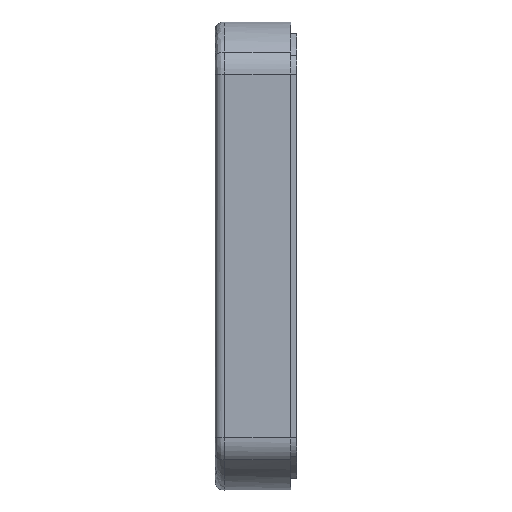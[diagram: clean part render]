
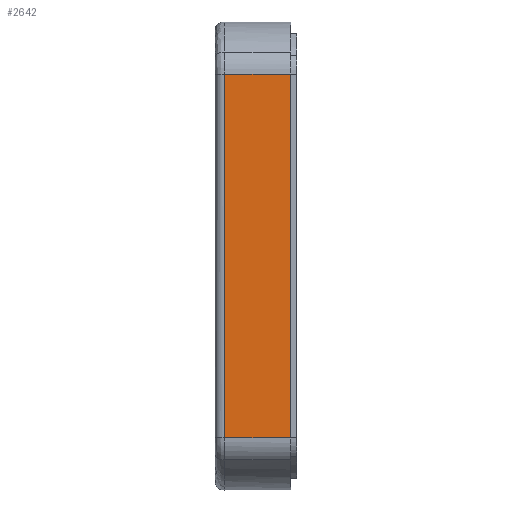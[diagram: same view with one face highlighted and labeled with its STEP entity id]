
A CAD part, left-side view. The second image highlights one B-rep face of the part: STEP entity #2642.
In plain terms, the highlighted planar face has unit normal (-1, 0, 0).
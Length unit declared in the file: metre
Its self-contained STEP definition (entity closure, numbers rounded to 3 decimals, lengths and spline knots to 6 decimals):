
#131=B_SPLINE_CURVE_WITH_KNOTS('',3,(#4301,#4302,#4303,#4304),
 .UNSPECIFIED.,.F.,.F.,(4,4),(0.,1.),.UNSPECIFIED.);
#506=ORIENTED_EDGE('',*,*,#1300,.T.);
#507=ORIENTED_EDGE('',*,*,#1250,.F.);
#508=ORIENTED_EDGE('',*,*,#1298,.F.);
#509=ORIENTED_EDGE('',*,*,#1301,.F.);
#1250=EDGE_CURVE('',#1648,#1649,#1841,.T.);
#1298=EDGE_CURVE('',#1688,#1648,#1858,.T.);
#1300=EDGE_CURVE('',#1689,#1649,#1859,.T.);
#1301=EDGE_CURVE('',#1689,#1688,#131,.T.);
#1648=VERTEX_POINT('',#4188);
#1649=VERTEX_POINT('',#4190);
#1688=VERTEX_POINT('',#4293);
#1689=VERTEX_POINT('',#4300);
#1841=LINE('',#4189,#2069);
#1858=LINE('',#4292,#2086);
#1859=LINE('',#4299,#2087);
#2069=VECTOR('',#3238,1.);
#2086=VECTOR('',#3329,1.);
#2087=VECTOR('',#3332,1.);
#2240=EDGE_LOOP('',(#506,#507,#508,#509));
#2408=FACE_BOUND('',#2240,.T.);
#2559=PLANE('',#2885);
#2642=ADVANCED_FACE('',(#2408),#2559,.F.);
#2885=AXIS2_PLACEMENT_3D('',#4298,#3330,#3331);
#3238=DIRECTION('',(0.,0.,-1.));
#3329=DIRECTION('',(0.,-1.,0.));
#3330=DIRECTION('',(1.,0.,0.));
#3331=DIRECTION('',(0.,0.,-1.));
#3332=DIRECTION('',(0.,-1.,0.));
#4188=CARTESIAN_POINT('',(-0.036458,-0.00275,0.057493));
#4189=CARTESIAN_POINT('',(-0.036458,-0.00275,0.));
#4190=CARTESIAN_POINT('',(-0.036458,-0.00275,-0.057493));
#4292=CARTESIAN_POINT('',(-0.036458,0.02011,0.057493));
#4293=CARTESIAN_POINT('',(-0.036458,0.01811,0.057493));
#4298=CARTESIAN_POINT('',(-0.036458,0.02011,0.));
#4299=CARTESIAN_POINT('',(-0.036458,0.02011,-0.057493));
#4300=CARTESIAN_POINT('',(-0.036458,0.01811,-0.057493));
#4301=CARTESIAN_POINT('',(-0.036458,0.01811,-0.057493));
#4302=CARTESIAN_POINT('',(-0.036458,0.01811,-0.019164));
#4303=CARTESIAN_POINT('',(-0.036458,0.01811,0.019164));
#4304=CARTESIAN_POINT('',(-0.036458,0.01811,0.057493));
